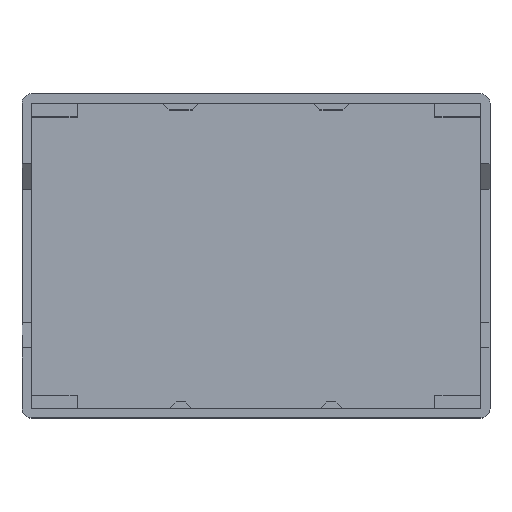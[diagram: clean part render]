
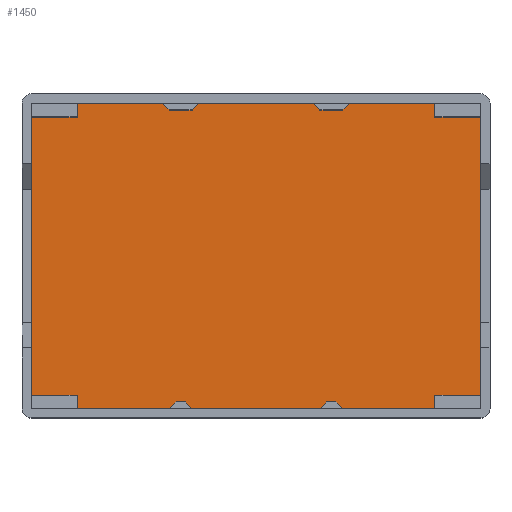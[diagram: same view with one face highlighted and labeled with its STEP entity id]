
A CAD part, top view. The second image highlights one B-rep face of the part: STEP entity #1450.
In plain terms, the highlighted planar face has unit normal (0, 0, 1).
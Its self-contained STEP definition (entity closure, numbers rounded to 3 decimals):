
#10 = ORIENTED_EDGE ( 'NONE', *, *, #1354, .F. ) ;
#18 = EDGE_LOOP ( 'NONE', ( #1395, #528, #154, #850, #278, #484, #1397, #10, #1084, #217, #928, #448 ) ) ;
#21 = VERTEX_POINT ( 'NONE', #1422 ) ;
#73 = LINE ( 'NONE', #588, #173 ) ;
#154 = ORIENTED_EDGE ( 'NONE', *, *, #179, .F. ) ;
#162 = CARTESIAN_POINT ( 'NONE',  ( -38.9, -33.25, -10. ) ) ;
#173 = VECTOR ( 'NONE', #464, 1000. ) ;
#179 = EDGE_CURVE ( 'NONE', #896, #703, #924, .T. ) ;
#193 = LINE ( 'NONE', #695, #784 ) ;
#207 = VECTOR ( 'NONE', #292, 1000. ) ;
#217 = ORIENTED_EDGE ( 'NONE', *, *, #848, .F. ) ;
#223 = CARTESIAN_POINT ( 'NONE',  ( -38.9, -30.25, -10. ) ) ;
#278 = ORIENTED_EDGE ( 'NONE', *, *, #1441, .F. ) ;
#292 = DIRECTION ( 'NONE',  ( 1., 0., 0. ) ) ;
#301 = EDGE_CURVE ( 'NONE', #1254, #896, #1662, .T. ) ;
#303 = CARTESIAN_POINT ( 'NONE',  ( 48.9, 30.25, -10. ) ) ;
#313 = CARTESIAN_POINT ( 'NONE',  ( -48.9, -30.25, -10. ) ) ;
#331 = VERTEX_POINT ( 'NONE', #604 ) ;
#338 = DIRECTION ( 'NONE',  ( 0., 0., -1. ) ) ;
#366 = VECTOR ( 'NONE', #943, 1000. ) ;
#428 = LINE ( 'NONE', #1351, #366 ) ;
#448 = ORIENTED_EDGE ( 'NONE', *, *, #1408, .F. ) ;
#449 = CARTESIAN_POINT ( 'NONE',  ( 0., 0., -10. ) ) ;
#463 = DIRECTION ( 'NONE',  ( 0., 1., 0. ) ) ;
#464 = DIRECTION ( 'NONE',  ( 1., 0., 0. ) ) ;
#484 = ORIENTED_EDGE ( 'NONE', *, *, #987, .F. ) ;
#494 = CARTESIAN_POINT ( 'NONE',  ( -38.9, 30.25, -10. ) ) ;
#500 = VERTEX_POINT ( 'NONE', #873 ) ;
#523 = LINE ( 'NONE', #1035, #1522 ) ;
#528 = ORIENTED_EDGE ( 'NONE', *, *, #979, .F. ) ;
#541 = LINE ( 'NONE', #303, #207 ) ;
#588 = CARTESIAN_POINT ( 'NONE',  ( -38.9, 33.25, -10. ) ) ;
#604 = CARTESIAN_POINT ( 'NONE',  ( 38.9, 30.25, -10. ) ) ;
#625 = VECTOR ( 'NONE', #1665, 1000. ) ;
#636 = EDGE_CURVE ( 'NONE', #21, #1069, #193, .T. ) ;
#638 = LINE ( 'NONE', #494, #625 ) ;
#646 = LINE ( 'NONE', #684, #1231 ) ;
#684 = CARTESIAN_POINT ( 'NONE',  ( 48.9, -30.25, -10. ) ) ;
#692 = DIRECTION ( 'NONE',  ( -1., 0., 0. ) ) ;
#695 = CARTESIAN_POINT ( 'NONE',  ( 38.9, -30.25, -10. ) ) ;
#697 = DIRECTION ( 'NONE',  ( -1., 0., 0. ) ) ;
#703 = VERTEX_POINT ( 'NONE', #1652 ) ;
#720 = LINE ( 'NONE', #1078, #1401 ) ;
#784 = VECTOR ( 'NONE', #1461, 1000. ) ;
#787 = AXIS2_PLACEMENT_3D ( 'NONE', #449, #338, #1088 ) ;
#826 = VERTEX_POINT ( 'NONE', #1667 ) ;
#841 = DIRECTION ( 'NONE',  ( 0., 1., 0. ) ) ;
#848 = EDGE_CURVE ( 'NONE', #984, #331, #523, .T. ) ;
#850 = ORIENTED_EDGE ( 'NONE', *, *, #301, .F. ) ;
#873 = CARTESIAN_POINT ( 'NONE',  ( -38.9, 33.25, -10. ) ) ;
#890 = VERTEX_POINT ( 'NONE', #1529 ) ;
#896 = VERTEX_POINT ( 'NONE', #1419 ) ;
#924 = LINE ( 'NONE', #313, #1017 ) ;
#928 = ORIENTED_EDGE ( 'NONE', *, *, #1132, .F. ) ;
#943 = DIRECTION ( 'NONE',  ( 0., -1., 0. ) ) ;
#944 = EDGE_CURVE ( 'NONE', #331, #1456, #541, .T. ) ;
#979 = EDGE_CURVE ( 'NONE', #703, #890, #1051, .T. ) ;
#984 = VERTEX_POINT ( 'NONE', #1575 ) ;
#987 = EDGE_CURVE ( 'NONE', #1069, #826, #428, .T. ) ;
#1017 = VECTOR ( 'NONE', #697, 1000. ) ;
#1035 = CARTESIAN_POINT ( 'NONE',  ( 38.9, 33.25, -10. ) ) ;
#1051 = LINE ( 'NONE', #1593, #1459 ) ;
#1069 = VERTEX_POINT ( 'NONE', #1218 ) ;
#1078 = CARTESIAN_POINT ( 'NONE',  ( -38.9, -33.25, -10. ) ) ;
#1084 = ORIENTED_EDGE ( 'NONE', *, *, #944, .F. ) ;
#1088 = DIRECTION ( 'NONE',  ( -1., 0., 0. ) ) ;
#1132 = EDGE_CURVE ( 'NONE', #500, #984, #73, .T. ) ;
#1136 = VERTEX_POINT ( 'NONE', #1273 ) ;
#1218 = CARTESIAN_POINT ( 'NONE',  ( 38.9, -30.25, -10. ) ) ;
#1224 = CARTESIAN_POINT ( 'NONE',  ( -38.9, 30.25, -10. ) ) ;
#1231 = VECTOR ( 'NONE', #1303, 1000. ) ;
#1232 = LINE ( 'NONE', #1224, #1535 ) ;
#1248 = FACE_OUTER_BOUND ( 'NONE', #18, .T. ) ;
#1254 = VERTEX_POINT ( 'NONE', #162 ) ;
#1273 = CARTESIAN_POINT ( 'NONE',  ( -38.9, 30.25, -10. ) ) ;
#1303 = DIRECTION ( 'NONE',  ( 0., -1., 0. ) ) ;
#1315 = DIRECTION ( 'NONE',  ( 0., 1., 0. ) ) ;
#1351 = CARTESIAN_POINT ( 'NONE',  ( 38.9, -33.25, -10. ) ) ;
#1354 = EDGE_CURVE ( 'NONE', #1456, #21, #646, .T. ) ;
#1395 = ORIENTED_EDGE ( 'NONE', *, *, #1502, .F. ) ;
#1397 = ORIENTED_EDGE ( 'NONE', *, *, #636, .F. ) ;
#1401 = VECTOR ( 'NONE', #692, 1000. ) ;
#1408 = EDGE_CURVE ( 'NONE', #1136, #500, #1232, .T. ) ;
#1419 = CARTESIAN_POINT ( 'NONE',  ( -38.9, -30.25, -10. ) ) ;
#1422 = CARTESIAN_POINT ( 'NONE',  ( 48.9, -30.25, -10. ) ) ;
#1441 = EDGE_CURVE ( 'NONE', #826, #1254, #720, .T. ) ;
#1450 = ADVANCED_FACE ( 'NONE', ( #1248 ), #1625, .F. ) ;
#1456 = VERTEX_POINT ( 'NONE', #1503 ) ;
#1459 = VECTOR ( 'NONE', #1315, 1000. ) ;
#1461 = DIRECTION ( 'NONE',  ( -1., 0., 0. ) ) ;
#1466 = VECTOR ( 'NONE', #841, 1000. ) ;
#1502 = EDGE_CURVE ( 'NONE', #890, #1136, #638, .T. ) ;
#1503 = CARTESIAN_POINT ( 'NONE',  ( 48.9, 30.25, -10. ) ) ;
#1522 = VECTOR ( 'NONE', #1566, 1000. ) ;
#1529 = CARTESIAN_POINT ( 'NONE',  ( -48.9, 30.25, -10. ) ) ;
#1535 = VECTOR ( 'NONE', #463, 1000. ) ;
#1566 = DIRECTION ( 'NONE',  ( 0., -1., 0. ) ) ;
#1575 = CARTESIAN_POINT ( 'NONE',  ( 38.9, 33.25, -10. ) ) ;
#1593 = CARTESIAN_POINT ( 'NONE',  ( -48.9, -30.25, -10. ) ) ;
#1625 = PLANE ( 'NONE',  #787 ) ;
#1652 = CARTESIAN_POINT ( 'NONE',  ( -48.9, -30.25, -10. ) ) ;
#1662 = LINE ( 'NONE', #223, #1466 ) ;
#1665 = DIRECTION ( 'NONE',  ( 1., 0., 0. ) ) ;
#1667 = CARTESIAN_POINT ( 'NONE',  ( 38.9, -33.25, -10. ) ) ;
